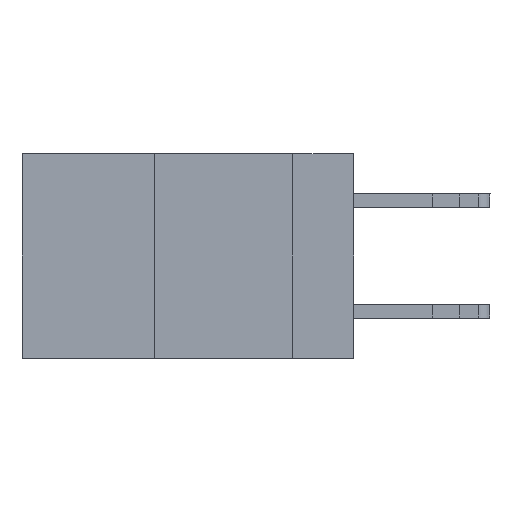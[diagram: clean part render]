
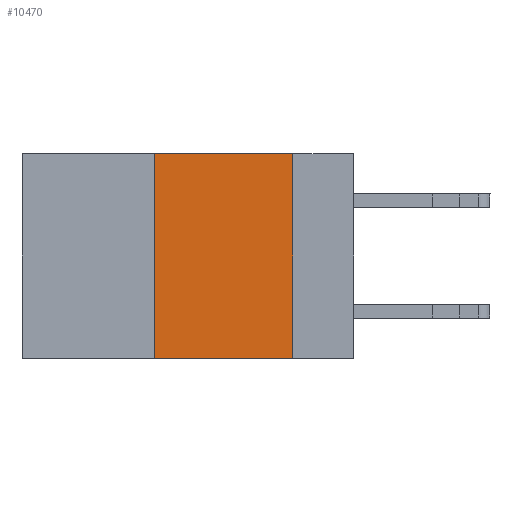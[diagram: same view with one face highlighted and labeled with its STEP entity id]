
A CAD part, left-side view. The second image highlights one B-rep face of the part: STEP entity #10470.
In plain terms, the highlighted planar face has unit normal (-1, 0, 0).
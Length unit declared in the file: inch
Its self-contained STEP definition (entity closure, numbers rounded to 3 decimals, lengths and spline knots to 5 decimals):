
#525 = VECTOR ( 'NONE', #12768, 39.37008 ) ;
#613 = VECTOR ( 'NONE', #4682, 39.37008 ) ;
#737 = DIRECTION ( 'NONE',  ( 0., 0., -1. ) ) ;
#1243 = ORIENTED_EDGE ( 'NONE', *, *, #9101, .F. ) ;
#1552 = CARTESIAN_POINT ( 'NONE',  ( 0., 0.36, -0.37 ) ) ;
#1580 = LINE ( 'NONE', #3301, #613 ) ;
#1650 = AXIS2_PLACEMENT_3D ( 'NONE', #2462, #10929, #737 ) ;
#2240 = CARTESIAN_POINT ( 'NONE',  ( 0., 0.11, 0. ) ) ;
#2462 = CARTESIAN_POINT ( 'NONE',  ( 0., 0.6, 0. ) ) ;
#2464 = ORIENTED_EDGE ( 'NONE', *, *, #8234, .F. ) ;
#2502 = ORIENTED_EDGE ( 'NONE', *, *, #20382, .F. ) ;
#2770 = VERTEX_POINT ( 'NONE', #2240 ) ;
#3301 = CARTESIAN_POINT ( 'NONE',  ( 0., 0.36, 0. ) ) ;
#3404 = VERTEX_POINT ( 'NONE', #1552 ) ;
#4080 = LINE ( 'NONE', #7517, #525 ) ;
#4682 = DIRECTION ( 'NONE',  ( 0., 0., 1. ) ) ;
#5893 = EDGE_CURVE ( 'NONE', #3404, #14093, #4080, .T. ) ;
#6024 = LINE ( 'NONE', #14410, #14165 ) ;
#6241 = DIRECTION ( 'NONE',  ( 0., 0., -1. ) ) ;
#7019 = CARTESIAN_POINT ( 'NONE',  ( 0., 0.6, 0. ) ) ;
#7517 = CARTESIAN_POINT ( 'NONE',  ( 0., 0.6, -0.37 ) ) ;
#8234 = EDGE_CURVE ( 'NONE', #20308, #2770, #11949, .T. ) ;
#8621 = DIRECTION ( 'NONE',  ( 0., -1., 0. ) ) ;
#8995 = PLANE ( 'NONE',  #1650 ) ;
#9095 = FACE_OUTER_BOUND ( 'NONE', #11843, .T. ) ;
#9099 = ORIENTED_EDGE ( 'NONE', *, *, #5893, .T. ) ;
#9101 = EDGE_CURVE ( 'NONE', #3404, #20308, #1580, .T. ) ;
#10470 = ADVANCED_FACE ( 'NONE', ( #9095 ), #8995, .F. ) ;
#10929 = DIRECTION ( 'NONE',  ( 1., 0., 0. ) ) ;
#11843 = EDGE_LOOP ( 'NONE', ( #2502, #2464, #1243, #9099 ) ) ;
#11949 = LINE ( 'NONE', #7019, #16021 ) ;
#12768 = DIRECTION ( 'NONE',  ( 0., -1., 0. ) ) ;
#12815 = CARTESIAN_POINT ( 'NONE',  ( 0., 0.11, -0.37 ) ) ;
#14093 = VERTEX_POINT ( 'NONE', #12815 ) ;
#14165 = VECTOR ( 'NONE', #6241, 39.37008 ) ;
#14410 = CARTESIAN_POINT ( 'NONE',  ( 0., 0.11, 0. ) ) ;
#15022 = CARTESIAN_POINT ( 'NONE',  ( 0., 0.36, 0. ) ) ;
#16021 = VECTOR ( 'NONE', #8621, 39.37008 ) ;
#20308 = VERTEX_POINT ( 'NONE', #15022 ) ;
#20382 = EDGE_CURVE ( 'NONE', #2770, #14093, #6024, .T. ) ;
